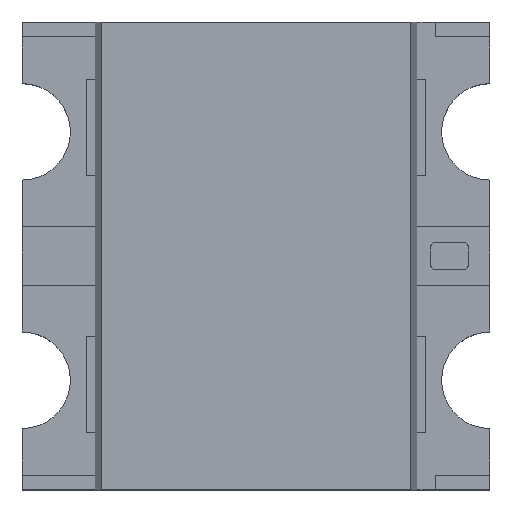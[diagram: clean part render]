
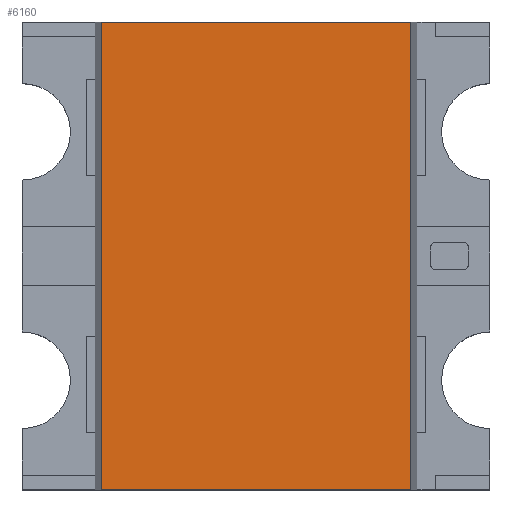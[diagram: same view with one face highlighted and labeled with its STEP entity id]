
A CAD part, top view. The second image highlights one B-rep face of the part: STEP entity #6160.
In plain terms, the highlighted planar face has unit normal (0, 0, 1).
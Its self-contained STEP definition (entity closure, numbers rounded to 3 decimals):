
#1872=ORIENTED_EDGE('',*,*,#2734,.T.);
#1873=ORIENTED_EDGE('',*,*,#2727,.F.);
#1874=ORIENTED_EDGE('',*,*,#2735,.F.);
#1875=ORIENTED_EDGE('',*,*,#2732,.T.);
#2727=EDGE_CURVE('',#3305,#3302,#4063,.T.);
#2732=EDGE_CURVE('',#3309,#3308,#4068,.T.);
#2734=EDGE_CURVE('',#3308,#3302,#4070,.T.);
#2735=EDGE_CURVE('',#3309,#3305,#4071,.T.);
#3302=VERTEX_POINT('',#10961);
#3305=VERTEX_POINT('',#10966);
#3308=VERTEX_POINT('',#10976);
#3309=VERTEX_POINT('',#10978);
#4063=LINE('',#10967,#4825);
#4068=LINE('',#10977,#4830);
#4070=LINE('',#10981,#4832);
#4071=LINE('',#10982,#4833);
#4825=VECTOR('',#8865,1000.);
#4830=VECTOR('',#8874,1000.);
#4832=VECTOR('',#8878,1000.);
#4833=VECTOR('',#8879,1000.);
#5187=EDGE_LOOP('',(#1872,#1873,#1874,#1875));
#5543=FACE_BOUND('',#5187,.T.);
#5829=PLANE('',#7308);
#6160=ADVANCED_FACE('',(#5543),#5829,.F.);
#7308=AXIS2_PLACEMENT_3D('',#10980,#8876,#8877);
#8865=DIRECTION('',(0.,-1.,0.));
#8874=DIRECTION('',(0.,-1.,0.));
#8876=DIRECTION('',(0.,0.,-1.));
#8877=DIRECTION('',(-1.,0.,0.));
#8878=DIRECTION('',(1.,0.,0.));
#8879=DIRECTION('',(1.,0.,0.));
#10961=CARTESIAN_POINT('',(0.529,-1.35,0.4));
#10966=CARTESIAN_POINT('',(0.529,0.25,0.4));
#10967=CARTESIAN_POINT('',(0.529,0.25,0.4));
#10976=CARTESIAN_POINT('',(-0.529,-1.35,0.4));
#10977=CARTESIAN_POINT('',(-0.529,0.25,0.4));
#10978=CARTESIAN_POINT('',(-0.529,0.25,0.4));
#10980=CARTESIAN_POINT('',(-0.529,0.25,0.4));
#10981=CARTESIAN_POINT('',(-0.529,-1.35,0.4));
#10982=CARTESIAN_POINT('',(-0.529,0.25,0.4));
